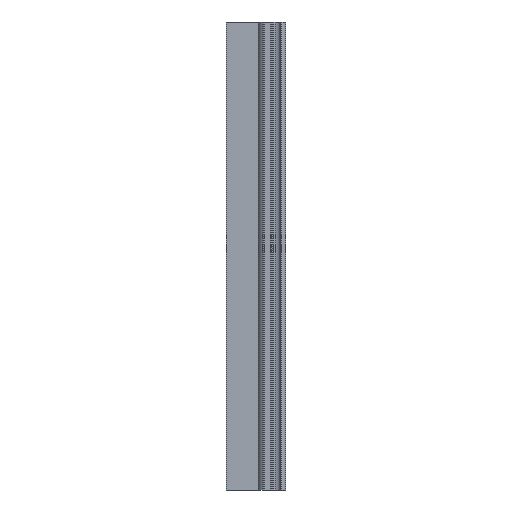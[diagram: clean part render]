
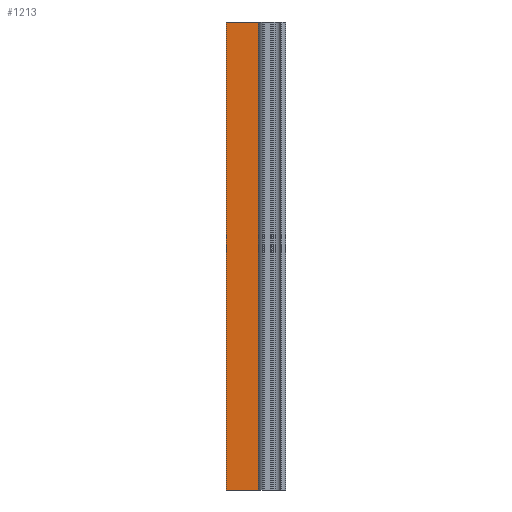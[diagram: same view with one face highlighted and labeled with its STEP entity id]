
A CAD part, front view. The second image highlights one B-rep face of the part: STEP entity #1213.
In plain terms, the highlighted planar face has unit normal (0, -1, 0).
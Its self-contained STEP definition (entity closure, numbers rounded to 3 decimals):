
#177 = DIRECTION ( 'NONE',  ( 0., 1., 0. ) ) ;
#236 = EDGE_CURVE ( 'NONE', #743, #558, #656, .T. ) ;
#246 = CARTESIAN_POINT ( 'NONE',  ( 0., 8.8, 90. ) ) ;
#259 = ORIENTED_EDGE ( 'NONE', *, *, #775, .F. ) ;
#286 = PLANE ( 'NONE',  #488 ) ;
#488 = AXIS2_PLACEMENT_3D ( 'NONE', #1247, #177, #1070 ) ;
#503 = ORIENTED_EDGE ( 'NONE', *, *, #1058, .F. ) ;
#508 = VERTEX_POINT ( 'NONE', #1098 ) ;
#558 = VERTEX_POINT ( 'NONE', #562 ) ;
#562 = CARTESIAN_POINT ( 'NONE',  ( 0., 8.8, -90. ) ) ;
#584 = CARTESIAN_POINT ( 'NONE',  ( 12.9, 8.8, -90. ) ) ;
#640 = DIRECTION ( 'NONE',  ( 0., 0., -1. ) ) ;
#656 = LINE ( 'NONE', #878, #1246 ) ;
#687 = VERTEX_POINT ( 'NONE', #584 ) ;
#696 = CARTESIAN_POINT ( 'NONE',  ( 0., 8.8, 90. ) ) ;
#743 = VERTEX_POINT ( 'NONE', #696 ) ;
#775 = EDGE_CURVE ( 'NONE', #508, #687, #931, .T. ) ;
#820 = DIRECTION ( 'NONE',  ( 1., 0., 0. ) ) ;
#853 = CARTESIAN_POINT ( 'NONE',  ( 12.9, 8.8, 90. ) ) ;
#878 = CARTESIAN_POINT ( 'NONE',  ( 0., 8.8, 90. ) ) ;
#931 = LINE ( 'NONE', #853, #1198 ) ;
#951 = EDGE_CURVE ( 'NONE', #558, #687, #1106, .T. ) ;
#987 = EDGE_LOOP ( 'NONE', ( #1186, #259, #503, #1253 ) ) ;
#1009 = FACE_OUTER_BOUND ( 'NONE', #987, .T. ) ;
#1041 = CARTESIAN_POINT ( 'NONE',  ( 0., 8.8, -90. ) ) ;
#1050 = LINE ( 'NONE', #246, #1217 ) ;
#1058 = EDGE_CURVE ( 'NONE', #743, #508, #1050, .T. ) ;
#1070 = DIRECTION ( 'NONE',  ( 0., 0., 1. ) ) ;
#1098 = CARTESIAN_POINT ( 'NONE',  ( 12.9, 8.8, 90. ) ) ;
#1106 = LINE ( 'NONE', #1041, #1239 ) ;
#1182 = DIRECTION ( 'NONE',  ( 1., 0., 0. ) ) ;
#1183 = DIRECTION ( 'NONE',  ( 0., 0., -1. ) ) ;
#1186 = ORIENTED_EDGE ( 'NONE', *, *, #951, .T. ) ;
#1198 = VECTOR ( 'NONE', #1183, 1000. ) ;
#1213 = ADVANCED_FACE ( 'NONE', ( #1009 ), #286, .F. ) ;
#1217 = VECTOR ( 'NONE', #1182, 1000. ) ;
#1239 = VECTOR ( 'NONE', #820, 1000. ) ;
#1246 = VECTOR ( 'NONE', #640, 1000. ) ;
#1247 = CARTESIAN_POINT ( 'NONE',  ( 0., 8.8, 90. ) ) ;
#1253 = ORIENTED_EDGE ( 'NONE', *, *, #236, .T. ) ;
